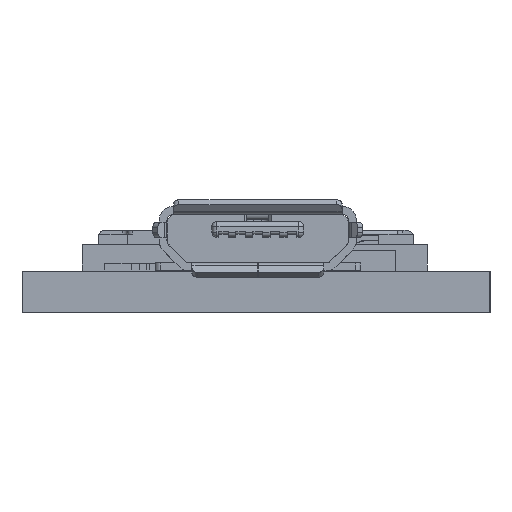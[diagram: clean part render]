
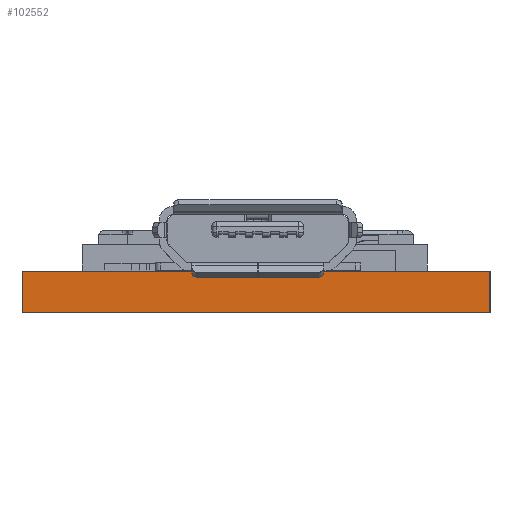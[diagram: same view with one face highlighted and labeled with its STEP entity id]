
A CAD part, left-side view. The second image highlights one B-rep face of the part: STEP entity #102552.
In plain terms, the highlighted planar face has unit normal (-1, 0, 0).
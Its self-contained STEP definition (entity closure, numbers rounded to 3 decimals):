
#42 = FACE_OUTER_BOUND ( 'NONE', #1067, .T. ) ;
#247 = DIRECTION ( 'NONE',  ( 0., 0., -1. ) ) ;
#1067 = EDGE_LOOP ( 'NONE', ( #15698, #68336, #63150, #12555 ) ) ;
#4423 = CARTESIAN_POINT ( 'NONE',  ( -60.96, 0., 0. ) ) ;
#9231 = VERTEX_POINT ( 'NONE', #9744 ) ;
#9387 = DIRECTION ( 'NONE',  ( 0., 1., 0. ) ) ;
#9744 = CARTESIAN_POINT ( 'NONE',  ( -60.96, 17.78, 0. ) ) ;
#11495 = VERTEX_POINT ( 'NONE', #80736 ) ;
#12555 = ORIENTED_EDGE ( 'NONE', *, *, #123693, .T. ) ;
#15698 = ORIENTED_EDGE ( 'NONE', *, *, #43596, .T. ) ;
#24604 = LINE ( 'NONE', #66918, #44833 ) ;
#25544 = VECTOR ( 'NONE', #66951, 1000. ) ;
#26073 = VECTOR ( 'NONE', #36988, 1000. ) ;
#26546 = CARTESIAN_POINT ( 'NONE',  ( -60.96, 0., 0. ) ) ;
#36988 = DIRECTION ( 'NONE',  ( 0., 1., 0. ) ) ;
#43596 = EDGE_CURVE ( 'NONE', #123946, #9231, #79263, .T. ) ;
#44833 = VECTOR ( 'NONE', #76992, 1000. ) ;
#55149 = LINE ( 'NONE', #56822, #25544 ) ;
#56822 = CARTESIAN_POINT ( 'NONE',  ( -60.96, 17.78, -1.561 ) ) ;
#59988 = DIRECTION ( 'NONE',  ( 1., 0., 0. ) ) ;
#63150 = ORIENTED_EDGE ( 'NONE', *, *, #102523, .F. ) ;
#66918 = CARTESIAN_POINT ( 'NONE',  ( -60.96, 0., -1.561 ) ) ;
#66951 = DIRECTION ( 'NONE',  ( 0., 0., 1. ) ) ;
#68336 = ORIENTED_EDGE ( 'NONE', *, *, #82791, .F. ) ;
#76992 = DIRECTION ( 'NONE',  ( 0., 0., 1. ) ) ;
#79263 = LINE ( 'NONE', #26546, #26073 ) ;
#80736 = CARTESIAN_POINT ( 'NONE',  ( -60.96, 17.78, -1.561 ) ) ;
#82791 = EDGE_CURVE ( 'NONE', #11495, #9231, #55149, .T. ) ;
#102523 = EDGE_CURVE ( 'NONE', #127767, #11495, #115875, .T. ) ;
#102552 = ADVANCED_FACE ( 'NONE', ( #42 ), #129635, .F. ) ;
#106826 = AXIS2_PLACEMENT_3D ( 'NONE', #120067, #59988, #247 ) ;
#112746 = VECTOR ( 'NONE', #9387, 1000. ) ;
#115875 = LINE ( 'NONE', #129207, #112746 ) ;
#120067 = CARTESIAN_POINT ( 'NONE',  ( -60.96, 0., -1.561 ) ) ;
#121261 = CARTESIAN_POINT ( 'NONE',  ( -60.96, 0., -1.561 ) ) ;
#123693 = EDGE_CURVE ( 'NONE', #127767, #123946, #24604, .T. ) ;
#123946 = VERTEX_POINT ( 'NONE', #4423 ) ;
#127767 = VERTEX_POINT ( 'NONE', #121261 ) ;
#129207 = CARTESIAN_POINT ( 'NONE',  ( -60.96, 0., -1.561 ) ) ;
#129635 = PLANE ( 'NONE',  #106826 ) ;
